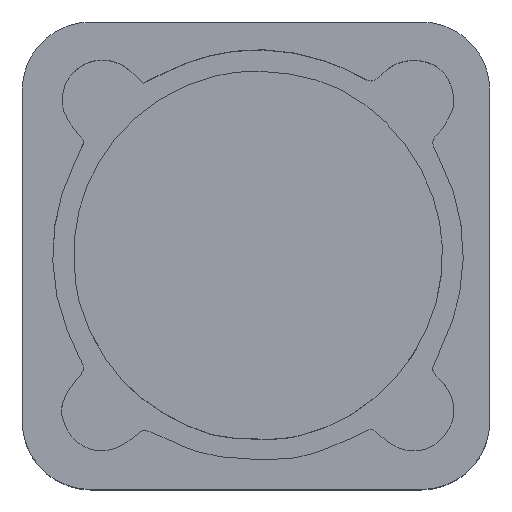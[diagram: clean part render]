
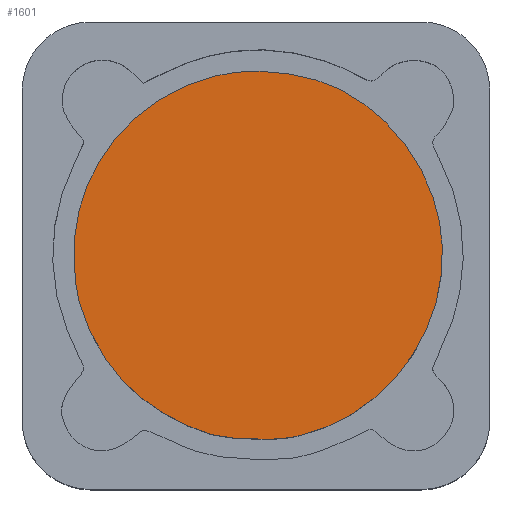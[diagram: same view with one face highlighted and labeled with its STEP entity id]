
A CAD part, top view. The second image highlights one B-rep face of the part: STEP entity #1601.
In plain terms, the highlighted planar face has unit normal (0, 0, 1).
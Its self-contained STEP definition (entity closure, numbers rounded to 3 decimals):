
#80=PLANE('',#1684);
#157=FACE_OUTER_BOUND('',#247,.T.);
#247=EDGE_LOOP('',(#1284,#1285,#1286,#1287,#1288,#1289,#1290,#1291));
#564=(
BOUNDED_CURVE()
B_SPLINE_CURVE(3,(#2060,#2061,#2062,#2063),.UNSPECIFIED.,.F.,.F.)
B_SPLINE_CURVE_WITH_KNOTS((4,4),(-1.,0.),.UNSPECIFIED.)
CURVE()
GEOMETRIC_REPRESENTATION_ITEM()
RATIONAL_B_SPLINE_CURVE((1.,1.,1.,1.))
REPRESENTATION_ITEM('')
);
#566=(
BOUNDED_CURVE()
B_SPLINE_CURVE(3,(#2081,#2082,#2083,#2084),.UNSPECIFIED.,.F.,.F.)
B_SPLINE_CURVE_WITH_KNOTS((4,4),(-1.,0.),.UNSPECIFIED.)
CURVE()
GEOMETRIC_REPRESENTATION_ITEM()
RATIONAL_B_SPLINE_CURVE((1.,1.,1.,1.))
REPRESENTATION_ITEM('')
);
#568=(
BOUNDED_CURVE()
B_SPLINE_CURVE(3,(#2100,#2101,#2102,#2103),.UNSPECIFIED.,.F.,.F.)
B_SPLINE_CURVE_WITH_KNOTS((4,4),(-1.,0.),.UNSPECIFIED.)
CURVE()
GEOMETRIC_REPRESENTATION_ITEM()
RATIONAL_B_SPLINE_CURVE((1.,1.,1.,1.))
REPRESENTATION_ITEM('')
);
#570=(
BOUNDED_CURVE()
B_SPLINE_CURVE(3,(#2119,#2120,#2121,#2122),.UNSPECIFIED.,.F.,.F.)
B_SPLINE_CURVE_WITH_KNOTS((4,4),(-1.,0.),.UNSPECIFIED.)
CURVE()
GEOMETRIC_REPRESENTATION_ITEM()
RATIONAL_B_SPLINE_CURVE((1.,1.,1.,1.))
REPRESENTATION_ITEM('')
);
#572=(
BOUNDED_CURVE()
B_SPLINE_CURVE(3,(#2138,#2139,#2140,#2141),.UNSPECIFIED.,.F.,.F.)
B_SPLINE_CURVE_WITH_KNOTS((4,4),(-1.,0.),.UNSPECIFIED.)
CURVE()
GEOMETRIC_REPRESENTATION_ITEM()
RATIONAL_B_SPLINE_CURVE((1.,1.,1.,1.))
REPRESENTATION_ITEM('')
);
#574=(
BOUNDED_CURVE()
B_SPLINE_CURVE(3,(#2157,#2158,#2159,#2160),.UNSPECIFIED.,.F.,.F.)
B_SPLINE_CURVE_WITH_KNOTS((4,4),(-1.,0.),.UNSPECIFIED.)
CURVE()
GEOMETRIC_REPRESENTATION_ITEM()
RATIONAL_B_SPLINE_CURVE((1.,1.,1.,1.))
REPRESENTATION_ITEM('')
);
#576=(
BOUNDED_CURVE()
B_SPLINE_CURVE(3,(#2176,#2177,#2178,#2179),.UNSPECIFIED.,.F.,.F.)
B_SPLINE_CURVE_WITH_KNOTS((4,4),(-1.,0.),.UNSPECIFIED.)
CURVE()
GEOMETRIC_REPRESENTATION_ITEM()
RATIONAL_B_SPLINE_CURVE((1.,1.,1.,1.))
REPRESENTATION_ITEM('')
);
#578=(
BOUNDED_CURVE()
B_SPLINE_CURVE(3,(#2194,#2195,#2196,#2197),.UNSPECIFIED.,.F.,.F.)
B_SPLINE_CURVE_WITH_KNOTS((4,4),(-1.,0.),.UNSPECIFIED.)
CURVE()
GEOMETRIC_REPRESENTATION_ITEM()
RATIONAL_B_SPLINE_CURVE((1.,1.,1.,1.))
REPRESENTATION_ITEM('')
);
#640=VERTEX_POINT('',#2058);
#641=VERTEX_POINT('',#2059);
#644=VERTEX_POINT('',#2080);
#646=VERTEX_POINT('',#2099);
#648=VERTEX_POINT('',#2118);
#650=VERTEX_POINT('',#2137);
#652=VERTEX_POINT('',#2156);
#654=VERTEX_POINT('',#2175);
#800=EDGE_CURVE('',#640,#641,#564,.T.);
#804=EDGE_CURVE('',#644,#640,#566,.T.);
#807=EDGE_CURVE('',#646,#644,#568,.T.);
#810=EDGE_CURVE('',#648,#646,#570,.T.);
#813=EDGE_CURVE('',#650,#648,#572,.T.);
#816=EDGE_CURVE('',#652,#650,#574,.T.);
#819=EDGE_CURVE('',#654,#652,#576,.T.);
#822=EDGE_CURVE('',#641,#654,#578,.T.);
#1284=ORIENTED_EDGE('',*,*,#800,.T.);
#1285=ORIENTED_EDGE('',*,*,#822,.T.);
#1286=ORIENTED_EDGE('',*,*,#819,.T.);
#1287=ORIENTED_EDGE('',*,*,#816,.T.);
#1288=ORIENTED_EDGE('',*,*,#813,.T.);
#1289=ORIENTED_EDGE('',*,*,#810,.T.);
#1290=ORIENTED_EDGE('',*,*,#807,.T.);
#1291=ORIENTED_EDGE('',*,*,#804,.T.);
#1601=ADVANCED_FACE('',(#157),#80,.T.);
#1684=AXIS2_PLACEMENT_3D('',#2808,#1826,#1827);
#1826=DIRECTION('center_axis',(0.,0.,1.));
#1827=DIRECTION('ref_axis',(1.,0.,0.));
#2058=CARTESIAN_POINT('',(-1.142,-4.391,7.));
#2059=CARTESIAN_POINT('',(1.025,-4.442,7.));
#2060=CARTESIAN_POINT('Ctrl Pts',(-1.142,-4.391,7.));
#2061=CARTESIAN_POINT('Ctrl Pts',(-0.646,-4.528,
7.));
#2062=CARTESIAN_POINT('Ctrl Pts',(0.523,-4.557,7.));
#2063=CARTESIAN_POINT('Ctrl Pts',(1.025,-4.442,7.));
#2080=CARTESIAN_POINT('',(-2.956,-3.438,7.));
#2081=CARTESIAN_POINT('Ctrl Pts',(-2.956,-3.438,7.));
#2082=CARTESIAN_POINT('Ctrl Pts',(-2.477,-3.832,7.));
#2083=CARTESIAN_POINT('Ctrl Pts',(-1.69,-4.243,7.));
#2084=CARTESIAN_POINT('Ctrl Pts',(-1.142,-4.391,7.));
#2099=CARTESIAN_POINT('',(-4.542,-0.968,7.));
#2100=CARTESIAN_POINT('Ctrl Pts',(-4.542,-0.968,
7.));
#2101=CARTESIAN_POINT('Ctrl Pts',(-4.291,-1.915,7.));
#2102=CARTESIAN_POINT('Ctrl Pts',(-3.709,-2.828,7.));
#2103=CARTESIAN_POINT('Ctrl Pts',(-2.956,-3.438,7.));
#2118=CARTESIAN_POINT('',(-4.542,1.37,7.));
#2119=CARTESIAN_POINT('Ctrl Pts',(-4.542,1.37,7.));
#2120=CARTESIAN_POINT('Ctrl Pts',(-4.707,0.737,7.));
#2121=CARTESIAN_POINT('Ctrl Pts',(-4.707,-0.324,
7.));
#2122=CARTESIAN_POINT('Ctrl Pts',(-4.542,-0.968,
7.));
#2137=CARTESIAN_POINT('',(-1.028,4.822,7.));
#2138=CARTESIAN_POINT('Ctrl Pts',(-1.028,4.822,7.));
#2139=CARTESIAN_POINT('Ctrl Pts',(-2.774,4.394,7.));
#2140=CARTESIAN_POINT('Ctrl Pts',(-4.074,3.116,7.));
#2141=CARTESIAN_POINT('Ctrl Pts',(-4.542,1.37,7.));
#2156=CARTESIAN_POINT('',(2.166,4.468,7.));
#2157=CARTESIAN_POINT('Ctrl Pts',(2.166,4.468,7.));
#2158=CARTESIAN_POINT('Ctrl Pts',(1.276,4.913,7.));
#2159=CARTESIAN_POINT('Ctrl Pts',(-0.058,5.061,7.));
#2160=CARTESIAN_POINT('Ctrl Pts',(-1.028,4.822,7.));
#2175=CARTESIAN_POINT('',(4.545,1.701,7.));
#2176=CARTESIAN_POINT('Ctrl Pts',(4.545,1.701,7.));
#2177=CARTESIAN_POINT('Ctrl Pts',(4.146,2.882,7.));
#2178=CARTESIAN_POINT('Ctrl Pts',(3.256,3.915,7.));
#2179=CARTESIAN_POINT('Ctrl Pts',(2.166,4.468,7.));
#2194=CARTESIAN_POINT('Ctrl Pts',(1.025,-4.442,7.));
#2195=CARTESIAN_POINT('Ctrl Pts',(3.781,-3.826,7.));
#2196=CARTESIAN_POINT('Ctrl Pts',(5.435,-0.94,7.));
#2197=CARTESIAN_POINT('Ctrl Pts',(4.545,1.701,7.));
#2808=CARTESIAN_POINT('Origin',(0.,0.2,7.));
